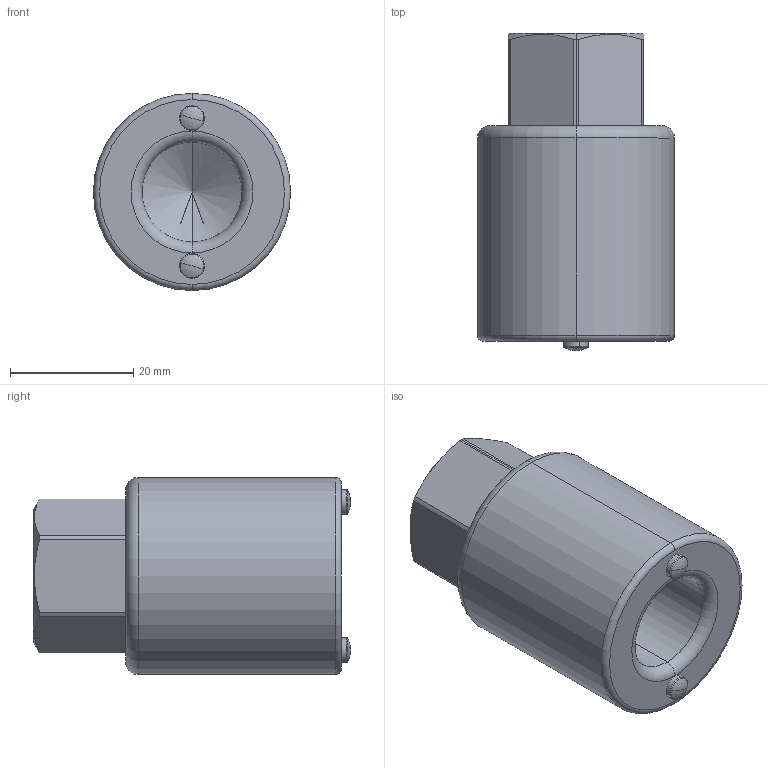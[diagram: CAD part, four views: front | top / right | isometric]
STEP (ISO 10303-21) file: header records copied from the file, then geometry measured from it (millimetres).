
FILE_DESCRIPTION (( 'STEP AP214' ), '1' );
FILE_NAME ('STARK_804 254_A.STEP', '2019-01-16T14:21:23', ( '' ), ( '' ), 'SwSTEP 2.0', 'SolidWorks 2017', '' );
FILE_SCHEMA (( 'AUTOMOTIVE_DESIGN' ));
Length unit declared in the file: millimetre
Products named in the file (1): STARK_804 254_A
Bounding box: 32 x 51.5 x 32 mm (x, y, z)
Volume: 28194.6 mm3; surface area: 7548.4 mm2
Topology: 1 solids, 1 shells, 42 faces, 100 edges, 62 vertices
Faces by surface type: cylinder 15, torus 10, plane 9, sphere 4, cone 4
Entity records: 1443 total; most frequent: CARTESIAN_POINT 269, DIRECTION 239, ORIENTED_EDGE 196, AXIS2_PLACEMENT_3D 104, EDGE_CURVE 98, VERTEX_POINT 62, CIRCLE 61, EDGE_LOOP 46
